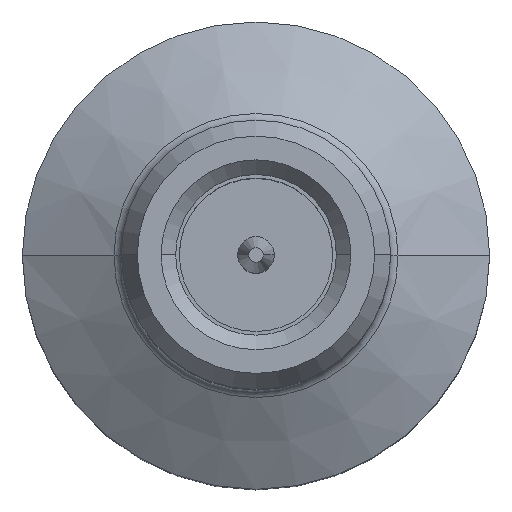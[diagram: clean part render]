
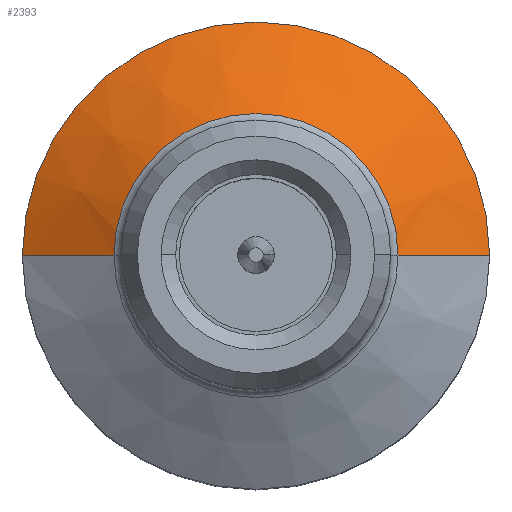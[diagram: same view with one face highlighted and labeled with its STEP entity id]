
A CAD part, top view. The second image highlights one B-rep face of the part: STEP entity #2393.
In plain terms, the highlighted conical face has half-angle 60 degrees and reference radius 3.2 mm.
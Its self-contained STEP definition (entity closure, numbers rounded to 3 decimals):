
#63 = ORIENTED_EDGE ( 'NONE', *, *, #1192, .F. ) ;
#72 = VERTEX_POINT ( 'NONE', #623 ) ;
#101 = CARTESIAN_POINT ( 'NONE',  ( 3.2, 0., -6.8 ) ) ;
#189 = VERTEX_POINT ( 'NONE', #101 ) ;
#200 = LINE ( 'NONE', #1750, #744 ) ;
#208 = CARTESIAN_POINT ( 'NONE',  ( -3.2, 0., -6.8 ) ) ;
#239 = EDGE_CURVE ( 'NONE', #915, #189, #200, .T. ) ;
#243 = DIRECTION ( 'NONE',  ( 0., 0., -1. ) ) ;
#556 = EDGE_LOOP ( 'NONE', ( #3036, #2384, #2146, #63 ) ) ;
#562 = CIRCLE ( 'NONE', #2007, 3.2 ) ;
#623 = CARTESIAN_POINT ( 'NONE',  ( -1.945, 0., -6.075 ) ) ;
#744 = VECTOR ( 'NONE', #2237, 1000. ) ;
#915 = VERTEX_POINT ( 'NONE', #1823 ) ;
#1100 = EDGE_CURVE ( 'NONE', #72, #915, #1113, .T. ) ;
#1113 = CIRCLE ( 'NONE', #2267, 1.945 ) ;
#1192 = EDGE_CURVE ( 'NONE', #72, #1510, #1685, .T. ) ;
#1213 = DIRECTION ( 'NONE',  ( -0.866, 0., -0.5 ) ) ;
#1320 = CARTESIAN_POINT ( 'NONE',  ( 0., 0., -6.8 ) ) ;
#1510 = VERTEX_POINT ( 'NONE', #208 ) ;
#1539 = DIRECTION ( 'NONE',  ( -1., 0., 0. ) ) ;
#1554 = DIRECTION ( 'NONE',  ( 1., 0., 0. ) ) ;
#1556 = AXIS2_PLACEMENT_3D ( 'NONE', #2010, #2697, #1539 ) ;
#1586 = FACE_OUTER_BOUND ( 'NONE', #556, .T. ) ;
#1655 = CARTESIAN_POINT ( 'NONE',  ( 0., 0., -6.075 ) ) ;
#1685 = LINE ( 'NONE', #2378, #2873 ) ;
#1750 = CARTESIAN_POINT ( 'NONE',  ( 3.2, 0., -6.8 ) ) ;
#1823 = CARTESIAN_POINT ( 'NONE',  ( 1.945, 0., -6.075 ) ) ;
#1892 = DIRECTION ( 'NONE',  ( -1., 0., 0. ) ) ;
#1919 = CONICAL_SURFACE ( 'NONE', #1556, 3.2, 1.047 ) ;
#1954 = EDGE_CURVE ( 'NONE', #189, #1510, #562, .T. ) ;
#2007 = AXIS2_PLACEMENT_3D ( 'NONE', #1320, #2965, #1554 ) ;
#2010 = CARTESIAN_POINT ( 'NONE',  ( 0., 0., -6.8 ) ) ;
#2146 = ORIENTED_EDGE ( 'NONE', *, *, #1954, .T. ) ;
#2237 = DIRECTION ( 'NONE',  ( 0.866, 0., -0.5 ) ) ;
#2267 = AXIS2_PLACEMENT_3D ( 'NONE', #1655, #243, #1892 ) ;
#2378 = CARTESIAN_POINT ( 'NONE',  ( -3.2, 0., -6.8 ) ) ;
#2384 = ORIENTED_EDGE ( 'NONE', *, *, #239, .T. ) ;
#2393 = ADVANCED_FACE ( 'NONE', ( #1586 ), #1919, .T. ) ;
#2697 = DIRECTION ( 'NONE',  ( 0., 0., -1. ) ) ;
#2873 = VECTOR ( 'NONE', #1213, 1000. ) ;
#2965 = DIRECTION ( 'NONE',  ( 0., 0., 1. ) ) ;
#3036 = ORIENTED_EDGE ( 'NONE', *, *, #1100, .T. ) ;
